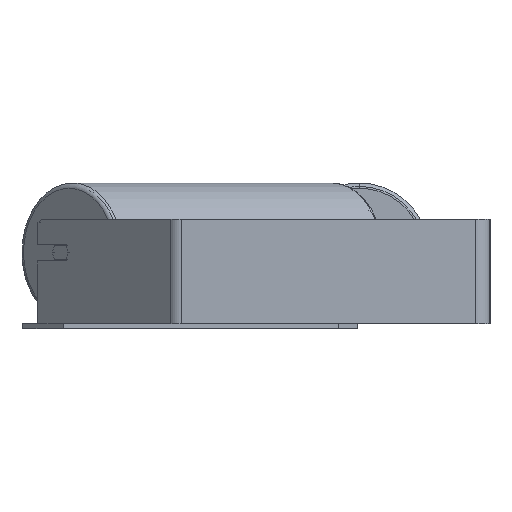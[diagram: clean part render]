
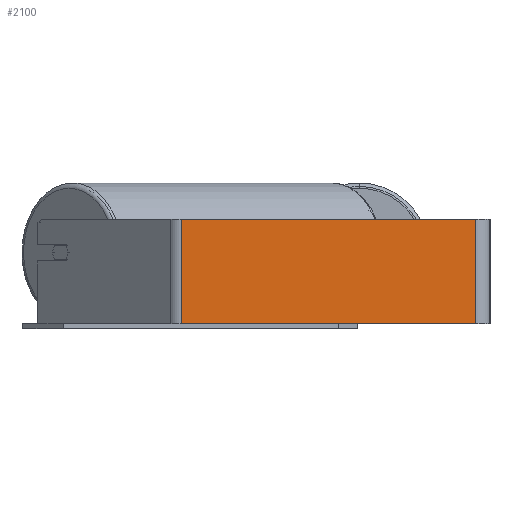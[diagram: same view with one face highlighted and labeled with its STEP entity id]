
A CAD part, left-side view. The second image highlights one B-rep face of the part: STEP entity #2100.
In plain terms, the highlighted planar face has unit normal (-1, 0, 0).
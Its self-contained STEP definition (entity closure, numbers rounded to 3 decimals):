
#53 = LINE ( 'NONE', #4179, #5447 ) ;
#401 = CARTESIAN_POINT ( 'NONE',  ( -605., 300.958, 50. ) ) ;
#403 = CARTESIAN_POINT ( 'NONE',  ( -605., 295.159, -50. ) ) ;
#581 = CARTESIAN_POINT ( 'NONE',  ( -605., 295.159, 50. ) ) ;
#668 = ORIENTED_EDGE ( 'NONE', *, *, #8855, .T. ) ;
#894 = CARTESIAN_POINT ( 'NONE',  ( -605., 295.159, 50. ) ) ;
#2038 = CARTESIAN_POINT ( 'NONE',  ( -605., 14., -50. ) ) ;
#2100 = ADVANCED_FACE ( 'NONE', ( #7902 ), #8724, .F. ) ;
#2358 = LINE ( 'NONE', #6571, #8023 ) ;
#2402 = DIRECTION ( 'NONE',  ( 0., 0., -1. ) ) ;
#2446 = EDGE_CURVE ( 'NONE', #5473, #5329, #5892, .T. ) ;
#2932 = EDGE_CURVE ( 'NONE', #6430, #5329, #2358, .T. ) ;
#3319 = ORIENTED_EDGE ( 'NONE', *, *, #7803, .F. ) ;
#3689 = ORIENTED_EDGE ( 'NONE', *, *, #2932, .T. ) ;
#4179 = CARTESIAN_POINT ( 'NONE',  ( -605., 300.958, 50. ) ) ;
#4473 = ORIENTED_EDGE ( 'NONE', *, *, #2446, .F. ) ;
#5329 = VERTEX_POINT ( 'NONE', #2038 ) ;
#5447 = VECTOR ( 'NONE', #7019, 1000. ) ;
#5473 = VERTEX_POINT ( 'NONE', #7952 ) ;
#5892 = LINE ( 'NONE', #6717, #8593 ) ;
#6204 = DIRECTION ( 'NONE',  ( 0., 0., -1. ) ) ;
#6430 = VERTEX_POINT ( 'NONE', #403 ) ;
#6571 = CARTESIAN_POINT ( 'NONE',  ( -605., 300.958, -50. ) ) ;
#6717 = CARTESIAN_POINT ( 'NONE',  ( -605., 14., 50. ) ) ;
#6770 = EDGE_LOOP ( 'NONE', ( #3689, #4473, #3319, #668 ) ) ;
#7019 = DIRECTION ( 'NONE',  ( 0., -1., 0. ) ) ;
#7077 = VECTOR ( 'NONE', #6204, 1000. ) ;
#7407 = DIRECTION ( 'NONE',  ( 0., 0., -1. ) ) ;
#7495 = LINE ( 'NONE', #581, #7077 ) ;
#7803 = EDGE_CURVE ( 'NONE', #8662, #5473, #53, .T. ) ;
#7855 = AXIS2_PLACEMENT_3D ( 'NONE', #401, #8638, #7407 ) ;
#7902 = FACE_OUTER_BOUND ( 'NONE', #6770, .T. ) ;
#7952 = CARTESIAN_POINT ( 'NONE',  ( -605., 14., 50. ) ) ;
#7985 = DIRECTION ( 'NONE',  ( 0., -1., 0. ) ) ;
#8023 = VECTOR ( 'NONE', #7985, 1000. ) ;
#8593 = VECTOR ( 'NONE', #2402, 1000. ) ;
#8638 = DIRECTION ( 'NONE',  ( 1., 0., 0. ) ) ;
#8662 = VERTEX_POINT ( 'NONE', #894 ) ;
#8724 = PLANE ( 'NONE',  #7855 ) ;
#8855 = EDGE_CURVE ( 'NONE', #8662, #6430, #7495, .T. ) ;
